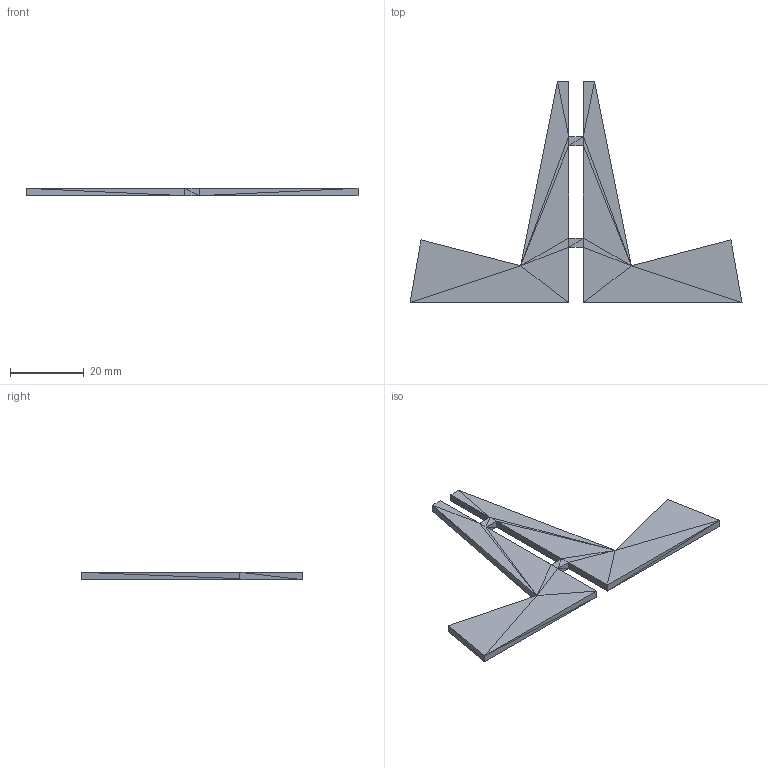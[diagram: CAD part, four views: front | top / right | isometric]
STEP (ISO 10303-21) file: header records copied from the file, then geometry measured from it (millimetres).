
FILE_DESCRIPTION(('FreeCAD Model'),'2;1');
FILE_NAME( 'Support jeu de carte 1X.step', '2020-01-13T08:22:00',('Author'),(''), 'Open CASCADE STEP processor 7.2','FreeCAD','Unknown');
FILE_SCHEMA(('AUTOMOTIVE_DESIGN { 1 0 10303 214 1 1 1 1 }'));
Length unit declared in the file: millimetre
Products named in the file (1): Support_jeu_de_carte_1X001_(Solid)
Bounding box: 90 x 60 x 2 mm (x, y, z)
Volume: 3720 mm3; surface area: 4540.6 mm2
Topology: 1 solids, 1 shells, 80 faces, 120 edges, 40 vertices
Faces by surface type: plane 80
Entity records: 3029 total; most frequent: CARTESIAN_POINT 601, DIRECTION 402, ORIENTED_EDGE 240, LINE 240, VECTOR 240, PCURVE 240, DEFINITIONAL_REPRESENTATION 240, EDGE_CURVE 120
